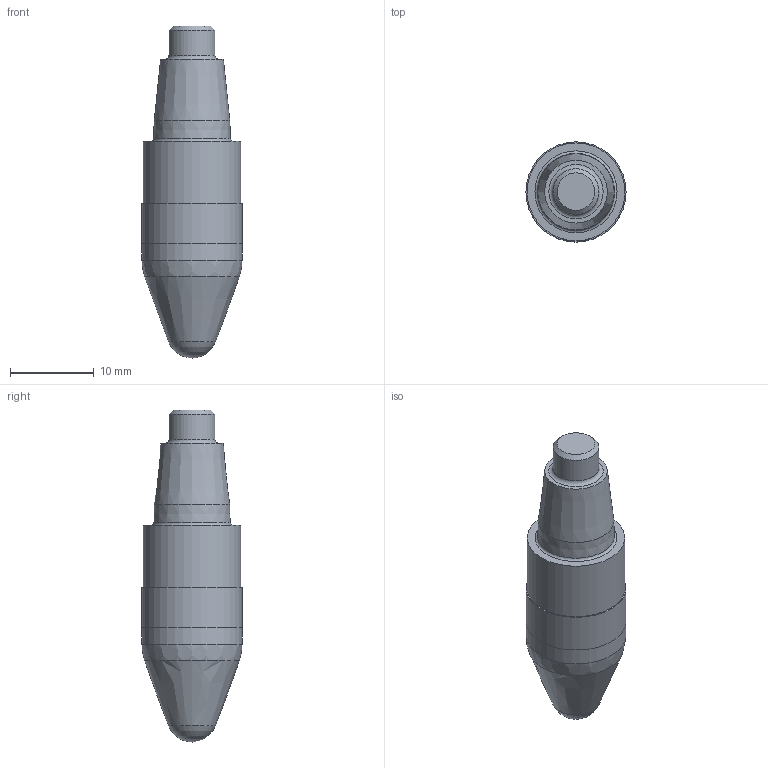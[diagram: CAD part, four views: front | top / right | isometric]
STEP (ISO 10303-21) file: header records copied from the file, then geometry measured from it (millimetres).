
FILE_DESCRIPTION(/* description */ (''),/* implementation_level */ '2;1');
FILE_NAME(/* name */ 'XHT740E12120T3R3R250Z6_Basic.stp',/* time_stamp */ '2023-03-20T16:02:02+06:00',/* author */ (''),/* organization */ (''),/* preprocessor_version */ 'ST-DEVELOPER v16.7',/* originating_system */ 'SIEMENS PLM Software NX 12.0',/* authorisation */ '');
FILE_SCHEMA (('AUTOMOTIVE_DESIGN { 1 0 10303 214 3 1 1 1 }'));
Length unit declared in the file: millimetre
Products named in the file (1): inpu3010496Fsy4p
Bounding box: 11.97 x 11.97 x 39.7 mm (x, y, z)
Volume: 2914.4 mm3; surface area: 1494.3 mm2
Topology: 2 solids, 2 shells, 18 faces, 32 edges, 24 vertices
Faces by surface type: plane 6, cylinder 4, cone 3, torus 2, bspline 2, sphere 1
Full cylindrical faces by diameter (mm): 5.5 x1, 11.7 x1, 11.97 x2
Entity records: 502 total; most frequent: CARTESIAN_POINT 129, DIRECTION 72, AXIS2_PLACEMENT_3D 36, EDGE_LOOP 32, ORIENTED_EDGE 32, FACE_BOUND 28, ADVANCED_FACE 18, VERTEX_POINT 16
